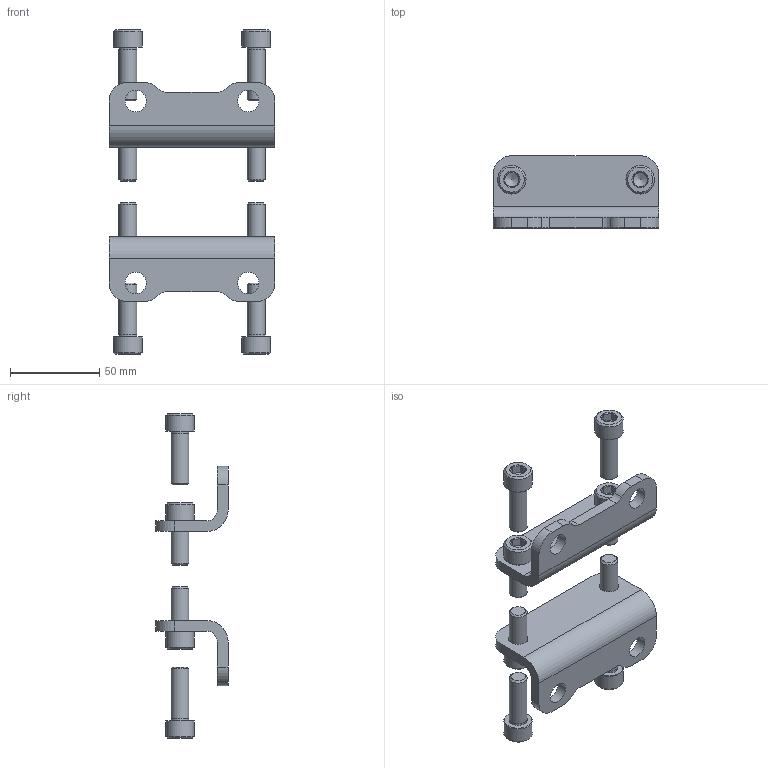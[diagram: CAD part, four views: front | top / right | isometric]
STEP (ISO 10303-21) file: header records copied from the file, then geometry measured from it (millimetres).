
FILE_DESCRIPTION(/* description */ ('STEP AP214'),/* implementation_level */ '2;1');
FILE_NAME(/* name */ '537260_HNA-80-R3',/* time_stamp */ '2024-08-29T10:25:35+02:00',/* author */ ('License CC BY-ND 4.0'),/* organization */ ('CADENAS'),/* preprocessor_version */ 'ST-DEVELOPER v19.3',/* originating_system */ 'PARTsolutions',/* authorisation */ ' ');
FILE_SCHEMA (('AUTOMOTIVE_DESIGN {1 0 10303 214 3 1 1}'));
Length unit declared in the file: millimetre
Products named in the file (4): 537260 HNA-80-R3---(50); 537260 HNA-80-R3---(1); DIN-912 - M10x25(F); DIN-912 - M10x30(F)
Assembly tree (10 placements, depth 2):
  537260 HNA-80-R3---(50)
    537260 HNA-80-R3---(1)  x2
    DIN-912 - M10x25(F)  x4
    DIN-912 - M10x30(F)  x4
Bounding box: 93 x 40.5 x 182 mm (x, y, z)
Volume: 96642.8 mm3; surface area: 42249.5 mm2
Topology: 10 solids, 10 shells, 272 faces, 556 edges, 312 vertices
Faces by surface type: plane 140, cone 88, cylinder 44
Full cylindrical faces by diameter (mm): 10 x8, 11 x4, 12 x4, 16 x8
Entity records: 2220 total; most frequent: CARTESIAN_POINT 395, DIRECTION 388, ORIENTED_EDGE 300, AXIS2_PLACEMENT_3D 159, EDGE_CURVE 150, FACE_BOUND 110, EDGE_LOOP 108, VERTEX_POINT 98
